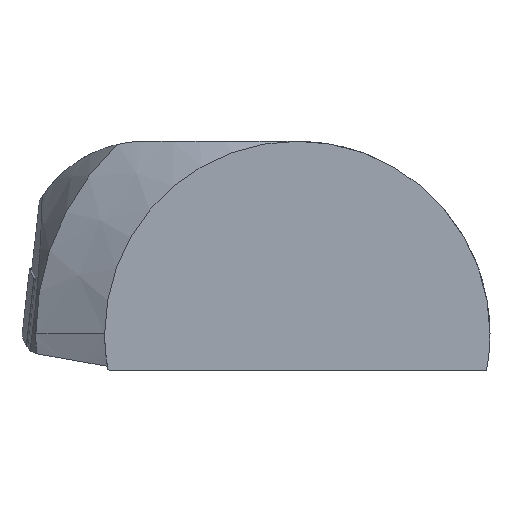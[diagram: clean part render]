
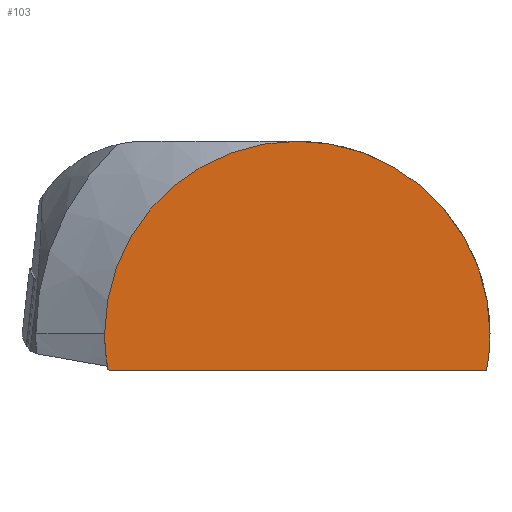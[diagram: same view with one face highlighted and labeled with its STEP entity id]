
A CAD part, top view. The second image highlights one B-rep face of the part: STEP entity #103.
In plain terms, the highlighted planar face has unit normal (0, 0, 1).
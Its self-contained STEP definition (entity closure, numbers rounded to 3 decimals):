
#103=ADVANCED_FACE('',(#164),#165,.F.);
#164=FACE_OUTER_BOUND('',#228,.T.);
#165=PLANE('',#229);
#228=EDGE_LOOP('',(#472,#473,#474,#475,#476));
#229=AXIS2_PLACEMENT_3D('',#477,#478,#479);
#472=ORIENTED_EDGE('',*,*,#571,.T.);
#473=ORIENTED_EDGE('',*,*,#575,.T.);
#474=ORIENTED_EDGE('',*,*,#580,.T.);
#475=ORIENTED_EDGE('',*,*,#585,.F.);
#476=ORIENTED_EDGE('',*,*,#586,.T.);
#477=CARTESIAN_POINT('',(0.0,12.75,0.0));
#478=DIRECTION('',(0.0,0.0,-1.0));
#479=DIRECTION('',(-1.0,0.0,0.0));
#571=EDGE_CURVE('',#704,#702,#705,.T.);
#575=EDGE_CURVE('',#702,#709,#711,.T.);
#580=EDGE_CURVE('',#709,#717,#719,.T.);
#585=EDGE_CURVE('',#724,#717,#726,.T.);
#586=EDGE_CURVE('',#724,#704,#727,.T.);
#702=VERTEX_POINT('',#941);
#704=VERTEX_POINT('',#944);
#705=CIRCLE('',#945,31.5);
#709=VERTEX_POINT('',#950);
#711=CIRCLE('',#953,31.5);
#717=VERTEX_POINT('',#959);
#719=CIRCLE('',#961,31.5);
#724=VERTEX_POINT('',#966);
#726=LINE('',#969,#970);
#727=LINE('',#971,#972);
#941=CARTESIAN_POINT('',(31.5,0.,0.0));
#944=CARTESIAN_POINT('',(30.923,-6.,0.0));
#945=AXIS2_PLACEMENT_3D('',#1085,#1086,#1087);
#950=CARTESIAN_POINT('',(-31.5,0.,0.0));
#953=AXIS2_PLACEMENT_3D('',#1093,#1094,#1095);
#959=CARTESIAN_POINT('',(-30.942,-5.902,0.0));
#961=AXIS2_PLACEMENT_3D('',#1108,#1109,#1110);
#966=CARTESIAN_POINT('',(-30.073,-6.,0.0));
#969=CARTESIAN_POINT('',(-30.073,-6.,0.0));
#970=VECTOR('',#1121,0.874);
#971=CARTESIAN_POINT('',(-30.073,-6.,0.0));
#972=VECTOR('',#1122,60.997);
#1085=CARTESIAN_POINT('',(0.0,0.,0.0));
#1086=DIRECTION('',(0.0,0.0,1.0));
#1087=DIRECTION('',(-1.0,0.0,0.0));
#1093=CARTESIAN_POINT('',(0.0,0.,0.0));
#1094=DIRECTION('',(0.0,0.0,1.0));
#1095=DIRECTION('',(-1.0,0.0,0.0));
#1108=CARTESIAN_POINT('',(0.0,0.,0.0));
#1109=DIRECTION('',(0.0,0.0,1.0));
#1110=DIRECTION('',(-1.0,0.0,0.0));
#1121=DIRECTION('',(-0.994,0.112,0.0));
#1122=DIRECTION('',(1.0,0.0,0.0));
